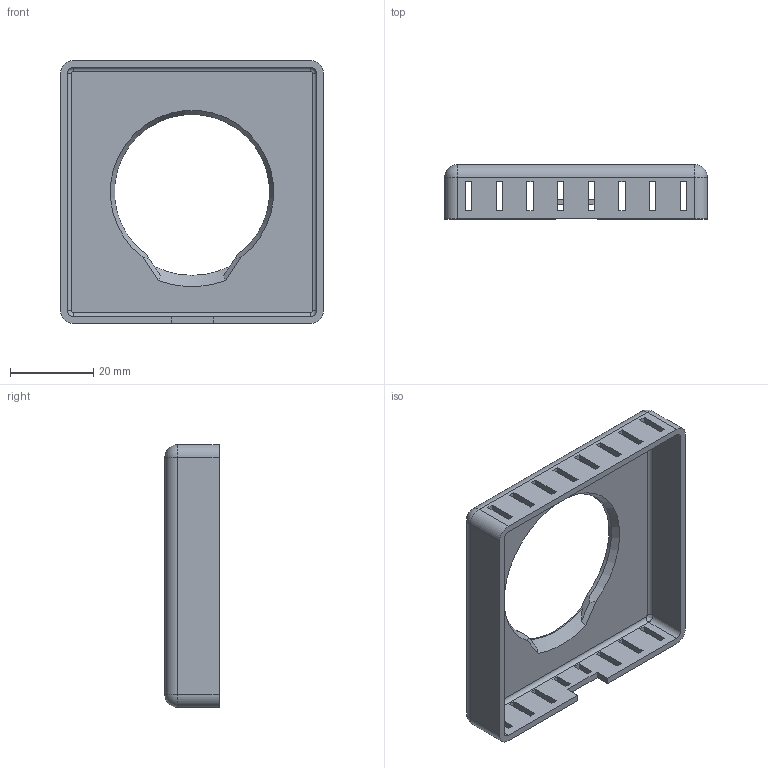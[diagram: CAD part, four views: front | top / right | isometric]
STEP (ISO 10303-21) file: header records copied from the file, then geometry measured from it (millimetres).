
FILE_DESCRIPTION(/* description */ (''),/* implementation_level */ '2;1');
FILE_NAME(/* name */ 'UPgehaeuse v33_top.step',/* time_stamp */ '2025-04-21T15:43:14+02:00',/* author */ (''),/* organization */ (''),/* preprocessor_version */ 'ST-DEVELOPER v20.1',/* originating_system */ 'Autodesk Translation Framework v14.4.0.0',/* authorisation */ '');
FILE_SCHEMA (('AUTOMOTIVE_DESIGN { 1 0 10303 214 3 1 1 }'));
Length unit declared in the file: millimetre
Products named in the file (1): UPgehaeuse
Bounding box: 63 x 13 x 63 mm (x, y, z)
Volume: 10549.3 mm3; surface area: 11193.2 mm2
Topology: 1 solids, 1 shells, 110 faces, 304 edges, 196 vertices
Faces by surface type: plane 82, cylinder 18, bspline 4, sphere 4, cone 2
Entity records: 3559 total; most frequent: CARTESIAN_POINT 655, ORIENTED_EDGE 608, DIRECTION 556, EDGE_CURVE 304, LINE 254, VECTOR 254, VERTEX_POINT 196, AXIS2_PLACEMENT_3D 151
